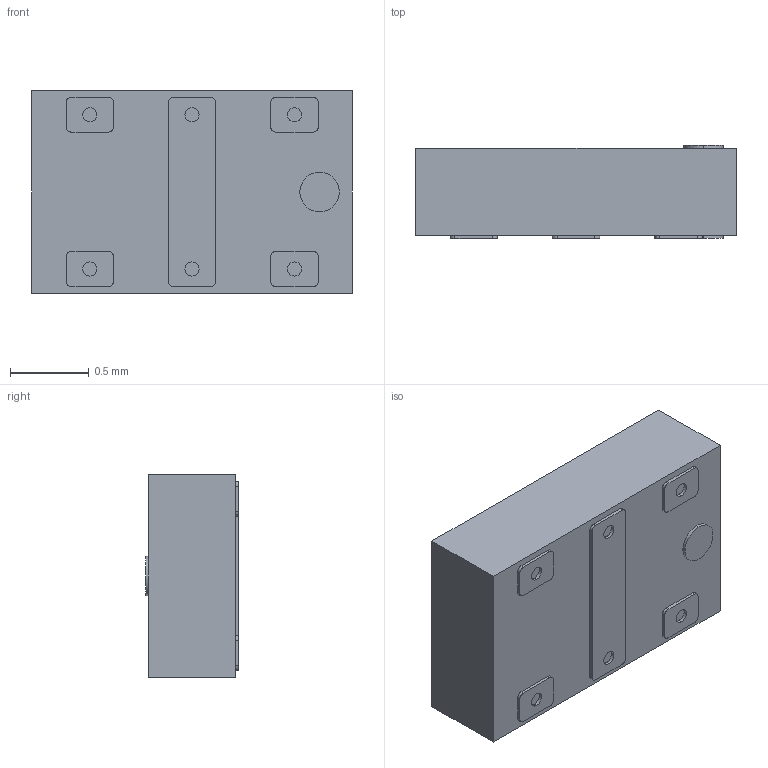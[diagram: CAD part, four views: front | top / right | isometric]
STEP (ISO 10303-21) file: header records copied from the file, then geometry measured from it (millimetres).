
FILE_DESCRIPTION (( 'STEP AP203' ), '1' );
FILE_NAME ('X4C60J1-20G.STEP', '2025-12-16T12:36:13', ( '' ), ( '' ), 'SwSTEP 2.0', 'SolidWorks 2023', '' );
FILE_SCHEMA (( 'CONFIG_CONTROL_DESIGN' ));
Length unit declared in the file: millimetre
Products named in the file (1): X4C60J1-20G
Bounding box: 2.04 x 0.59 x 1.29 mm (x, y, z)
Volume: 1.5 mm3; surface area: 9.1 mm2
Topology: 1 solids, 1 shells, 75 faces, 180 edges, 120 vertices
Faces by surface type: plane 39, cylinder 36
Entity records: 2283 total; most frequent: DIRECTION 404, CARTESIAN_POINT 376, ORIENTED_EDGE 360, EDGE_CURVE 180, AXIS2_PLACEMENT_3D 148, VERTEX_POINT 120, LINE 108, VECTOR 108
